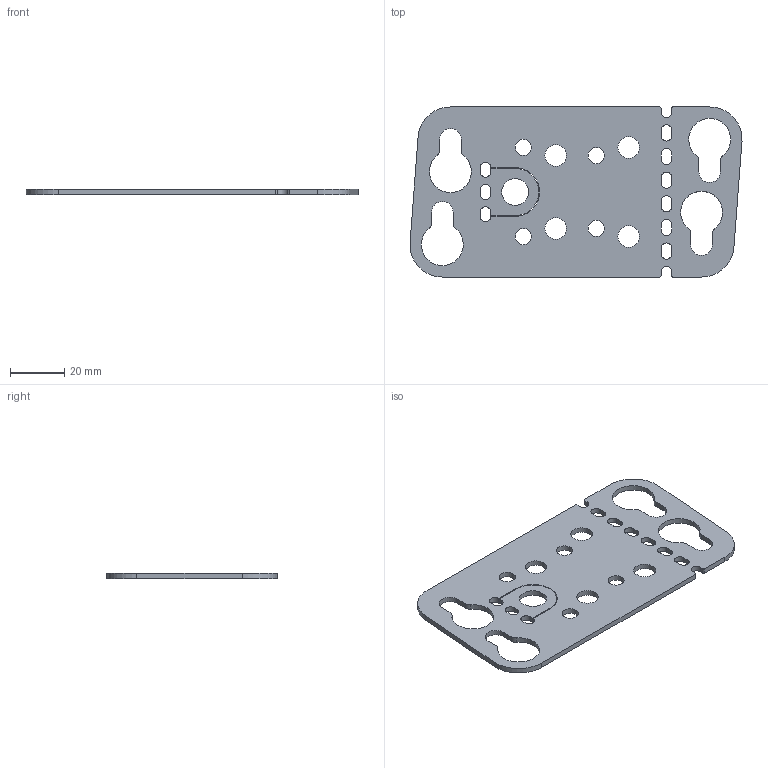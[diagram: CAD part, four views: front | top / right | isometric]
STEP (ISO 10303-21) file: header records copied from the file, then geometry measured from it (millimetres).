
FILE_DESCRIPTION(/* description */ (''),/* implementation_level */ '2;1');
FILE_NAME(/* name */ 'Component1.2.0 RVS CLAB proto.step',/* time_stamp */ '2020-02-18T20:35:04+01:00',/* author */ (''),/* organization */ (''),/* preprocessor_version */ 'ST-DEVELOPER v18',/* originating_system */ 'Autodesk Translation Framework v8.12.0.6',/* authorisation */ '');
FILE_SCHEMA (('AUTOMOTIVE_DESIGN { 1 0 10303 214 3 1 1 }'));
Length unit declared in the file: millimetre
Products named in the file (1): FusionComponent
Bounding box: 122.93 x 63 x 2 mm (x, y, z)
Volume: 11647 mm3; surface area: 13755.5 mm2
Topology: 1 solids, 1 shells, 97 faces, 293 edges, 198 vertices
Faces by surface type: cylinder 55, plane 42
Full cylindrical faces by diameter (mm): 6 x4, 8 x4, 10 x1
Entity records: 3473 total; most frequent: DIRECTION 607, CARTESIAN_POINT 589, ORIENTED_EDGE 586, EDGE_CURVE 293, AXIS2_PLACEMENT_3D 216, VERTEX_POINT 198, LINE 175, VECTOR 175
